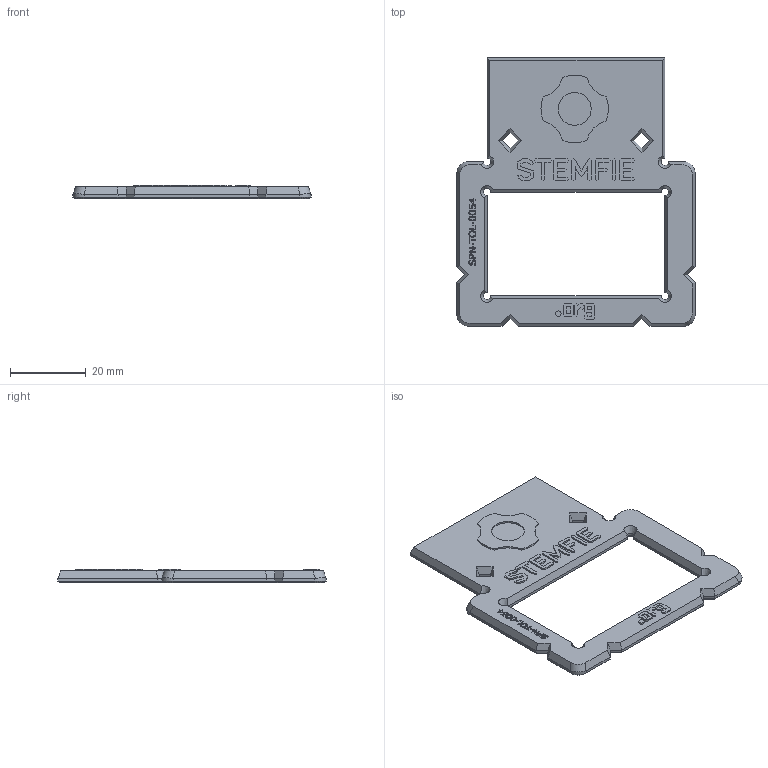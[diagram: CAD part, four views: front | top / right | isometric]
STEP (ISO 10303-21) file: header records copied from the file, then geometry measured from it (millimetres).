
FILE_DESCRIPTION(('FreeCAD Model'),'2;1');
FILE_NAME('Open CASCADE Shape Model','2023-09-14T23:33:40',(''),(''), 'Open CASCADE STEP processor 7.6','FreeCAD','Unknown');
FILE_SCHEMA(('AUTOMOTIVE_DESIGN { 1 0 10303 214 1 1 1 1 }'));
Length unit declared in the file: millimetre
Products named in the file (2): Tool Storage Parts Drawer Label Paper-Cutting Template - SPN-TOL-0054 
(stemfie.org)
Assembly tree (1 placements, depth 2):
  Tool Storage Parts Drawer Label Paper-Cutting Template - SPN-TOL-0054 
(stemfie.org)
    Tool Storage Parts Drawer Label Paper-Cutting Template - SPN-TOL-0054 
(stemfie.org)
Bounding box: 63 x 71 x 3.52 mm (x, y, z)
Volume: 8109.8 mm3; surface area: 6553.1 mm2
Topology: 1 solids, 1 shells, 575 faces, 1550 edges, 1008 vertices
Faces by surface type: plane 403, extrusion 142, cone 16, cylinder 14
Entity records: 40662 total; most frequent: CARTESIAN_POINT 8963, DIRECTION 5028, VECTOR 4056, LINE 3914, ORIENTED_EDGE 3100, PCURVE 3100, DEFINITIONAL_REPRESENTATION 3100, EDGE_CURVE 1550
